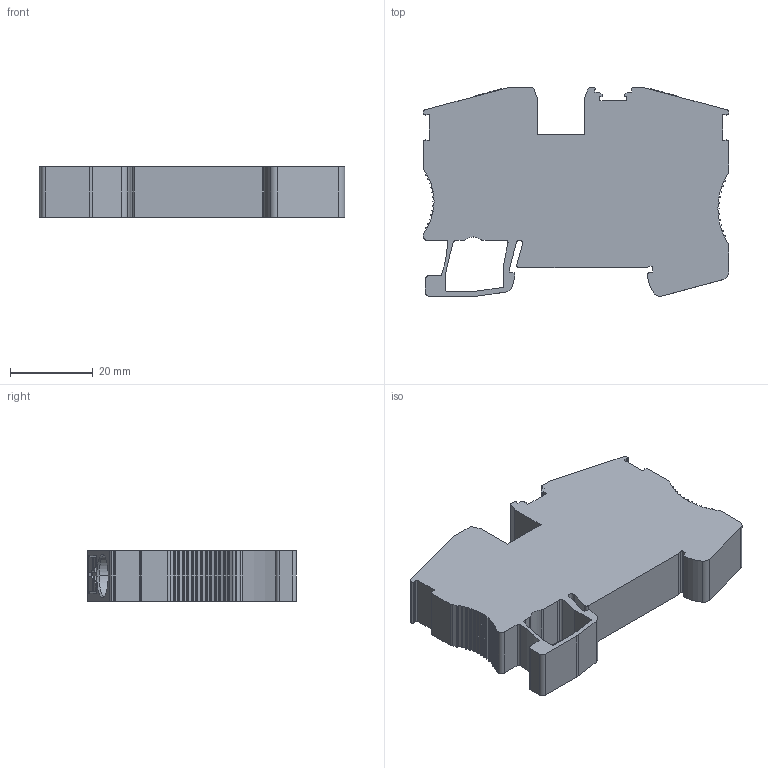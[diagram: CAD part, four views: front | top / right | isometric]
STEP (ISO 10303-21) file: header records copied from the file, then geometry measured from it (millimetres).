
FILE_DESCRIPTION((''),'2;1');
FILE_NAME('UJ6-16','2021-11-18T',('Administrator'),(''),'PRO/ENGINEER BY PARAMETRIC TECHNOLOGY CORPORATION, 2013230','PRO/ENGINEER BY PARAMETRIC TECHNOLOGY CORPORATION, 2013230','');
FILE_SCHEMA(('AUTOMOTIVE_DESIGN { 1 0 10303 214 1 1 1 1 }'));
Length unit declared in the file: millimetre
Products named in the file (1): UJ6-16
Bounding box: 74 x 50.6 x 12.2 mm (x, y, z)
Volume: 31908.6 mm3; surface area: 12781.3 mm2
Topology: 1 solids, 1 shells, 394 faces, 1203 edges, 818 vertices
Faces by surface type: plane 265, cylinder 121, cone 8
Entity records: 13705 total; most frequent: CARTESIAN_POINT 2492, ORIENTED_EDGE 2406, DIRECTION 2297, EDGE_CURVE 1203, VECTOR 859, LINE 859, VERTEX_POINT 818, AXIS2_PLACEMENT_3D 719
